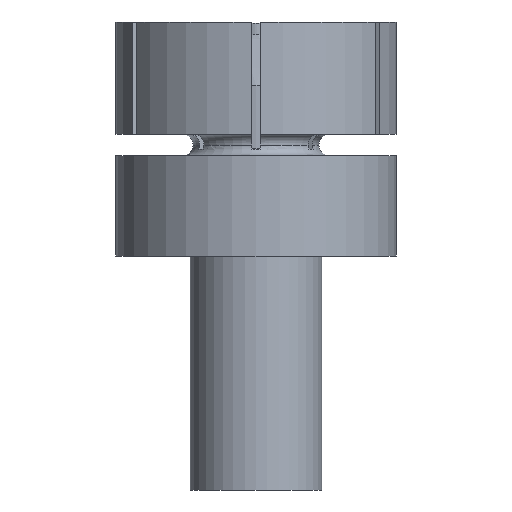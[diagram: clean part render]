
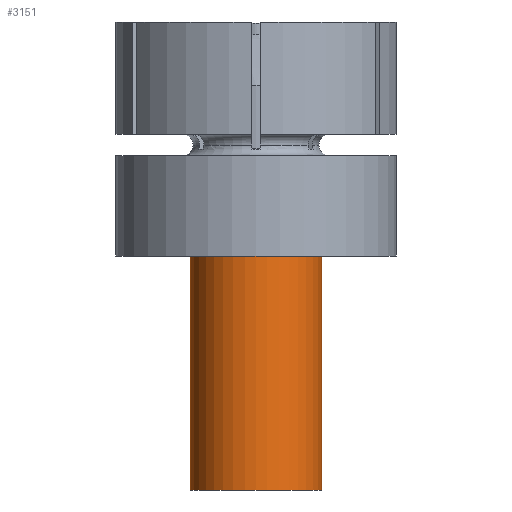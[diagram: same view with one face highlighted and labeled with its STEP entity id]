
A CAD part, front view. The second image highlights one B-rep face of the part: STEP entity #3151.
In plain terms, the highlighted cylindrical face has radius 12.5 mm (diameter 25 mm), a partial arc.
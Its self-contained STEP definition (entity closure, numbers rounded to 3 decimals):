
#256 = AXIS2_PLACEMENT_3D ( 'NONE', #3646, #285, #2664 ) ;
#285 = DIRECTION ( 'NONE',  ( 0., 0., -1. ) ) ;
#644 = ORIENTED_EDGE ( 'NONE', *, *, #2305, .F. ) ;
#696 = VERTEX_POINT ( 'NONE', #1606 ) ;
#740 = CARTESIAN_POINT ( 'NONE',  ( 12.5, 0., 52.47 ) ) ;
#812 = VECTOR ( 'NONE', #2962, 1000. ) ;
#828 = ORIENTED_EDGE ( 'NONE', *, *, #3277, .T. ) ;
#835 = DIRECTION ( 'NONE',  ( 0., 0., -1. ) ) ;
#864 = CARTESIAN_POINT ( 'NONE',  ( 0., 0., 0. ) ) ;
#1043 = DIRECTION ( 'NONE',  ( 0., 0., -1. ) ) ;
#1064 = LINE ( 'NONE', #740, #2991 ) ;
#1154 = DIRECTION ( 'NONE',  ( -1., 0., 0. ) ) ;
#1172 = FACE_OUTER_BOUND ( 'NONE', #1478, .T. ) ;
#1478 = EDGE_LOOP ( 'NONE', ( #644, #4110, #828, #1919 ) ) ;
#1606 = CARTESIAN_POINT ( 'NONE',  ( -12.5, 0., 0. ) ) ;
#1853 = CARTESIAN_POINT ( 'NONE',  ( 0., 0., 52.47 ) ) ;
#1860 = CIRCLE ( 'NONE', #4359, 12.5 ) ;
#1919 = ORIENTED_EDGE ( 'NONE', *, *, #2401, .F. ) ;
#2305 = EDGE_CURVE ( 'NONE', #3136, #3249, #1064, .T. ) ;
#2370 = CARTESIAN_POINT ( 'NONE',  ( -12.5, 0., -44.45 ) ) ;
#2401 = EDGE_CURVE ( 'NONE', #3249, #2593, #4072, .T. ) ;
#2479 = CARTESIAN_POINT ( 'NONE',  ( 12.5, 0., 0. ) ) ;
#2524 = CARTESIAN_POINT ( 'NONE',  ( 12.5, 0., -44.45 ) ) ;
#2593 = VERTEX_POINT ( 'NONE', #2370 ) ;
#2653 = EDGE_CURVE ( 'NONE', #696, #3136, #1860, .T. ) ;
#2664 = DIRECTION ( 'NONE',  ( -1., 0., 0. ) ) ;
#2787 = LINE ( 'NONE', #2942, #812 ) ;
#2901 = DIRECTION ( 'NONE',  ( -1., 0., 0. ) ) ;
#2942 = CARTESIAN_POINT ( 'NONE',  ( -12.5, 0., 52.47 ) ) ;
#2962 = DIRECTION ( 'NONE',  ( 0., 0., -1. ) ) ;
#2991 = VECTOR ( 'NONE', #1043, 1000. ) ;
#3136 = VERTEX_POINT ( 'NONE', #2479 ) ;
#3151 = ADVANCED_FACE ( 'NONE', ( #1172 ), #3230, .T. ) ;
#3230 = CYLINDRICAL_SURFACE ( 'NONE', #3723, 12.5 ) ;
#3249 = VERTEX_POINT ( 'NONE', #2524 ) ;
#3277 = EDGE_CURVE ( 'NONE', #696, #2593, #2787, .T. ) ;
#3646 = CARTESIAN_POINT ( 'NONE',  ( 0., 0., -44.45 ) ) ;
#3723 = AXIS2_PLACEMENT_3D ( 'NONE', #1853, #835, #2901 ) ;
#3920 = DIRECTION ( 'NONE',  ( 0., 0., 1. ) ) ;
#4072 = CIRCLE ( 'NONE', #256, 12.5 ) ;
#4110 = ORIENTED_EDGE ( 'NONE', *, *, #2653, .F. ) ;
#4359 = AXIS2_PLACEMENT_3D ( 'NONE', #864, #3920, #1154 ) ;
